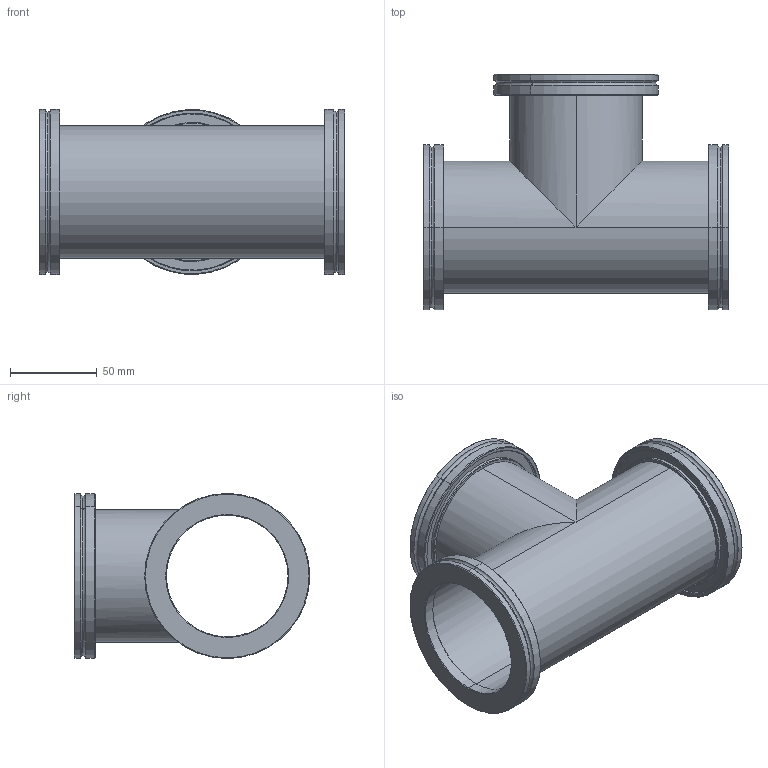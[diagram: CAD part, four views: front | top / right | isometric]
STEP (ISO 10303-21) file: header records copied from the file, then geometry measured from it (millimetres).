
FILE_DESCRIPTION (( 'STEP AP214' ), '1' );
FILE_NAME ('Hositrad_ISO63-T.STEP', '2013-07-02T08:13:53', ( '' ), ( '' ), 'SwSTEP 2.0', 'SolidWorks 2013', '' );
FILE_SCHEMA (( 'AUTOMOTIVE_DESIGN' ));
Length unit declared in the file: millimetre
Products named in the file (3): ISO-K-Weld-All_ISO63-76; EqualTee-76; Hositrad_ISO63-T
Assembly tree (4 placements, depth 2):
  Hositrad_ISO63-T
    EqualTee-76
    ISO-K-Weld-All_ISO63-76  x3
Bounding box: 176 x 135.5 x 95 mm (x, y, z)
Volume: 207425.5 mm3; surface area: 135181 mm2
Topology: 4 solids, 4 shells, 108 faces, 220 edges, 124 vertices
Faces by surface type: cylinder 46, cone 30, plane 18, torus 12, bspline 2
Entity records: 1516 total; most frequent: CARTESIAN_POINT 417, DIRECTION 240, ORIENTED_EDGE 184, AXIS2_PLACEMENT_3D 103, EDGE_CURVE 92, EDGE_LOOP 54, CIRCLE 52, VERTEX_POINT 52
